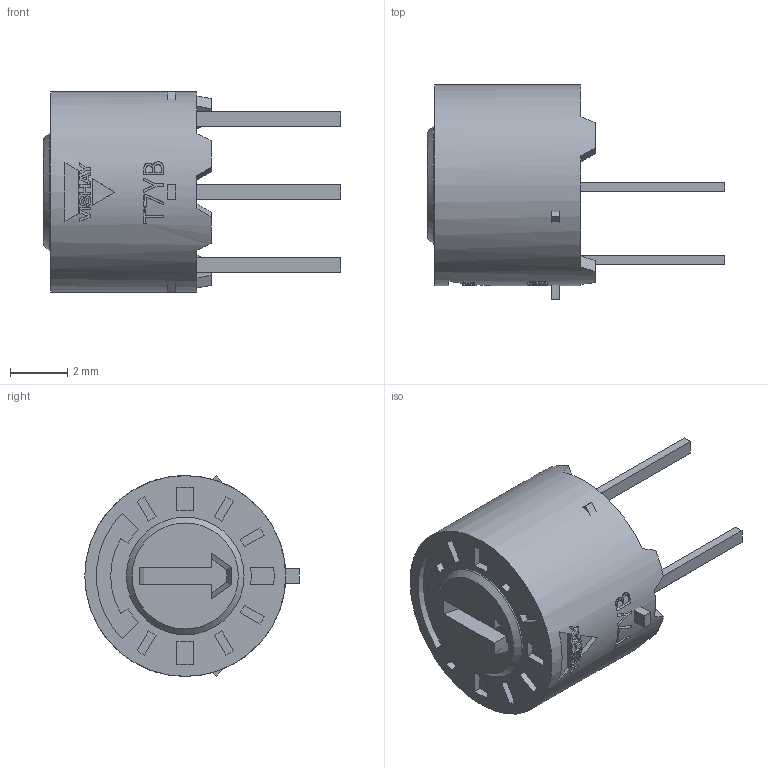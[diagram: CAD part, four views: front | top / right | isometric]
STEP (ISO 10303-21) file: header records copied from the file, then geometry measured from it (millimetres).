
FILE_DESCRIPTION(('FreeCAD Model'),'2;1');
FILE_NAME('Open CASCADE Shape Model','2025-09-05T10:20:27',(''),(''), 'Open CASCADE STEP processor 7.8','FreeCAD','Unknown');
FILE_SCHEMA(('AUTOMOTIVE_DESIGN { 1 0 10303 214 1 1 1 1 }'));
Length unit declared in the file: millimetre
Products named in the file (8): T7YB- VISHAY007; T7YB- VISHAY; T7YB- VISHAY001; T7YB- VISHAY002; T7YB- VISHAY003; T7YB- VISHAY004; T7YB- VISHAY005; T7YB- VISHAY006
Assembly tree (7 placements, depth 2):
  T7YB- VISHAY007
    T7YB- VISHAY
    T7YB- VISHAY001
    T7YB- VISHAY002
    T7YB- VISHAY003
    T7YB- VISHAY004
    T7YB- VISHAY005
    T7YB- VISHAY006
Bounding box: 10.35 x 7.47 x 7 mm (x, y, z)
Volume: 203.9 mm3; surface area: 549.8 mm2
Topology: 7 solids, 7 shells, 243 faces, 584 edges, 381 vertices
Faces by surface type: plane 170, cylinder 41, bspline 22, cone 6, torus 4
Full cylindrical faces by diameter (mm): 4 x1, 4.1 x1, 5.9 x2, 6.2 x1, 7 x1
Entity records: 8423 total; most frequent: CARTESIAN_POINT 1971, ORIENTED_EDGE 1168, DIRECTION 1146, EDGE_CURVE 584, AXIS2_PLACEMENT_3D 393, VERTEX_POINT 381, LINE 360, VECTOR 360
